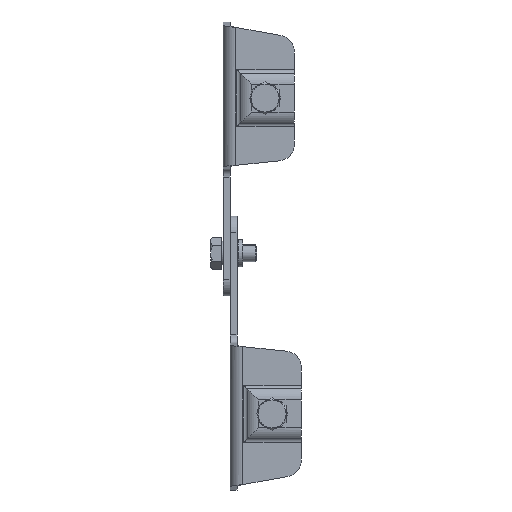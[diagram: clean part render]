
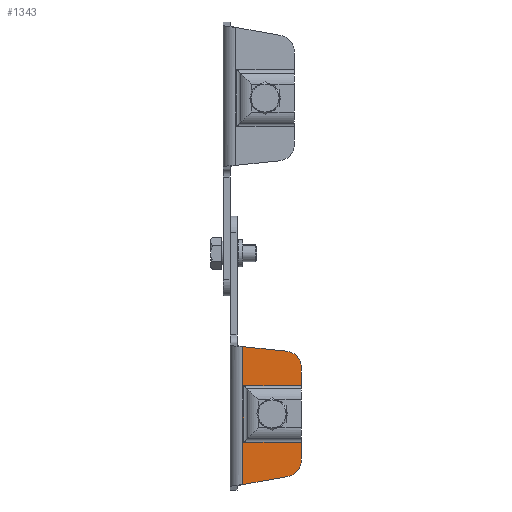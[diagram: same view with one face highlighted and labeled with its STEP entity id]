
A CAD part, front view. The second image highlights one B-rep face of the part: STEP entity #1343.
In plain terms, the highlighted planar face has unit normal (0, -1, 0).
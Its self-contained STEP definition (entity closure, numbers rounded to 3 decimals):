
#16 = VECTOR ( 'NONE', #3874, 1000. ) ;
#281 = EDGE_CURVE ( 'NONE', #1680, #1092, #3018, .T. ) ;
#427 = VERTEX_POINT ( 'NONE', #1202 ) ;
#463 = CARTESIAN_POINT ( 'NONE',  ( 17.5, -33., -69.4 ) ) ;
#586 = EDGE_CURVE ( 'NONE', #5659, #6207, #1254, .T. ) ;
#1020 = DIRECTION ( 'NONE',  ( 0., 0., 1. ) ) ;
#1092 = VERTEX_POINT ( 'NONE', #2451 ) ;
#1100 = CARTESIAN_POINT ( 'NONE',  ( 17.5, -33., -63.701 ) ) ;
#1188 = CARTESIAN_POINT ( 'NONE',  ( -3.5, -33., -18.119 ) ) ;
#1202 = CARTESIAN_POINT ( 'NONE',  ( 17.5, -33., -58.681 ) ) ;
#1254 = LINE ( 'NONE', #5259, #5475 ) ;
#1289 = EDGE_CURVE ( 'NONE', #6207, #5627, #3498, .T. ) ;
#1324 = ORIENTED_EDGE ( 'NONE', *, *, #586, .F. ) ;
#1343 = ADVANCED_FACE ( 'NONE', ( #2248 ), #4581, .T. ) ;
#1371 = EDGE_CURVE ( 'NONE', #427, #5370, #5597, .T. ) ;
#1603 = CARTESIAN_POINT ( 'NONE',  ( -3.5, -33., -67.468 ) ) ;
#1680 = VERTEX_POINT ( 'NONE', #1188 ) ;
#1724 = DIRECTION ( 'NONE',  ( 1., 0., 0. ) ) ;
#2069 = VECTOR ( 'NONE', #2980, 1000. ) ;
#2106 = VECTOR ( 'NONE', #1020, 1000. ) ;
#2248 = FACE_OUTER_BOUND ( 'NONE', #4899, .T. ) ;
#2270 = ORIENTED_EDGE ( 'NONE', *, *, #3338, .F. ) ;
#2373 = VECTOR ( 'NONE', #2620, 1000. ) ;
#2451 = CARTESIAN_POINT ( 'NONE',  ( 12.12, -33., -19.742 ) ) ;
#2492 = CARTESIAN_POINT ( 'NONE',  ( -3.123, -33., -34.7 ) ) ;
#2620 = DIRECTION ( 'NONE',  ( 1., 0., 0. ) ) ;
#2691 = VERTEX_POINT ( 'NONE', #1603 ) ;
#2725 = CARTESIAN_POINT ( 'NONE',  ( 17.5, -33., -25.71 ) ) ;
#2794 = EDGE_CURVE ( 'NONE', #5370, #2691, #5122, .T. ) ;
#2892 = AXIS2_PLACEMENT_3D ( 'NONE', #5578, #5551, #5750 ) ;
#2929 = CARTESIAN_POINT ( 'NONE',  ( 17.5, -33., -69.4 ) ) ;
#2980 = DIRECTION ( 'NONE',  ( 0., 0., -1. ) ) ;
#3018 = LINE ( 'NONE', #3348, #16 ) ;
#3020 = VECTOR ( 'NONE', #5067, 1000. ) ;
#3125 = CARTESIAN_POINT ( 'NONE',  ( 11.5, -33., -25.71 ) ) ;
#3171 = ORIENTED_EDGE ( 'NONE', *, *, #4885, .T. ) ;
#3237 = CARTESIAN_POINT ( 'NONE',  ( 12.559, -33., -64.587 ) ) ;
#3245 = AXIS2_PLACEMENT_3D ( 'NONE', #3510, #4458, #1724 ) ;
#3338 = EDGE_CURVE ( 'NONE', #5627, #5974, #3768, .T. ) ;
#3348 = CARTESIAN_POINT ( 'NONE',  ( -18.12, -33., -16.6 ) ) ;
#3438 = ORIENTED_EDGE ( 'NONE', *, *, #1371, .F. ) ;
#3498 = LINE ( 'NONE', #2492, #2069 ) ;
#3510 = CARTESIAN_POINT ( 'NONE',  ( 11.5, -33., -58.681 ) ) ;
#3546 = EDGE_CURVE ( 'NONE', #1092, #4558, #7051, .T. ) ;
#3646 = DIRECTION ( 'NONE',  ( 1., 0., 0. ) ) ;
#3668 = VECTOR ( 'NONE', #5538, 1000. ) ;
#3670 = EDGE_CURVE ( 'NONE', #427, #5974, #7236, .T. ) ;
#3681 = EDGE_CURVE ( 'NONE', #2691, #1680, #6503, .T. ) ;
#3768 = LINE ( 'NONE', #4198, #2373 ) ;
#3777 = DIRECTION ( 'NONE',  ( 0., 0., 1. ) ) ;
#3874 = DIRECTION ( 'NONE',  ( 0.995, 0., -0.103 ) ) ;
#3975 = CARTESIAN_POINT ( 'NONE',  ( -3.123, -33., -32.077 ) ) ;
#3977 = AXIS2_PLACEMENT_3D ( 'NONE', #3125, #7029, #3646 ) ;
#4037 = CARTESIAN_POINT ( 'NONE',  ( 17.5, -33., -32.077 ) ) ;
#4136 = DIRECTION ( 'NONE',  ( -1., 0., 0. ) ) ;
#4198 = CARTESIAN_POINT ( 'NONE',  ( -0.5, -33., -52.323 ) ) ;
#4438 = LINE ( 'NONE', #2929, #3020 ) ;
#4458 = DIRECTION ( 'NONE',  ( 0., 1., 0. ) ) ;
#4558 = VERTEX_POINT ( 'NONE', #2725 ) ;
#4581 = PLANE ( 'NONE',  #2892 ) ;
#4780 = ORIENTED_EDGE ( 'NONE', *, *, #3670, .T. ) ;
#4885 = EDGE_CURVE ( 'NONE', #5659, #4558, #4438, .T. ) ;
#4899 = EDGE_LOOP ( 'NONE', ( #1324, #3171, #6856, #6152, #7010, #5208, #3438, #4780, #2270, #6557 ) ) ;
#4970 = VECTOR ( 'NONE', #3777, 1000. ) ;
#5067 = DIRECTION ( 'NONE',  ( 0., 0., 1. ) ) ;
#5122 = LINE ( 'NONE', #1100, #3668 ) ;
#5208 = ORIENTED_EDGE ( 'NONE', *, *, #2794, .F. ) ;
#5259 = CARTESIAN_POINT ( 'NONE',  ( -0.5, -33., -32.077 ) ) ;
#5370 = VERTEX_POINT ( 'NONE', #3237 ) ;
#5441 = CARTESIAN_POINT ( 'NONE',  ( -3.5, -33., -69.4 ) ) ;
#5475 = VECTOR ( 'NONE', #4136, 1000. ) ;
#5538 = DIRECTION ( 'NONE',  ( -0.984, 0., -0.177 ) ) ;
#5551 = DIRECTION ( 'NONE',  ( 0., -1., 0. ) ) ;
#5578 = CARTESIAN_POINT ( 'NONE',  ( 17.5, -33., -69.4 ) ) ;
#5597 = CIRCLE ( 'NONE', #3245, 6. ) ;
#5627 = VERTEX_POINT ( 'NONE', #6253 ) ;
#5659 = VERTEX_POINT ( 'NONE', #4037 ) ;
#5750 = DIRECTION ( 'NONE',  ( 0., 0., 1. ) ) ;
#5974 = VERTEX_POINT ( 'NONE', #6003 ) ;
#6003 = CARTESIAN_POINT ( 'NONE',  ( 17.5, -33., -52.323 ) ) ;
#6152 = ORIENTED_EDGE ( 'NONE', *, *, #281, .F. ) ;
#6207 = VERTEX_POINT ( 'NONE', #3975 ) ;
#6253 = CARTESIAN_POINT ( 'NONE',  ( -3.123, -33., -52.323 ) ) ;
#6503 = LINE ( 'NONE', #5441, #2106 ) ;
#6557 = ORIENTED_EDGE ( 'NONE', *, *, #1289, .F. ) ;
#6856 = ORIENTED_EDGE ( 'NONE', *, *, #3546, .F. ) ;
#7010 = ORIENTED_EDGE ( 'NONE', *, *, #3681, .F. ) ;
#7029 = DIRECTION ( 'NONE',  ( 0., 1., 0. ) ) ;
#7051 = CIRCLE ( 'NONE', #3977, 6. ) ;
#7236 = LINE ( 'NONE', #463, #4970 ) ;
